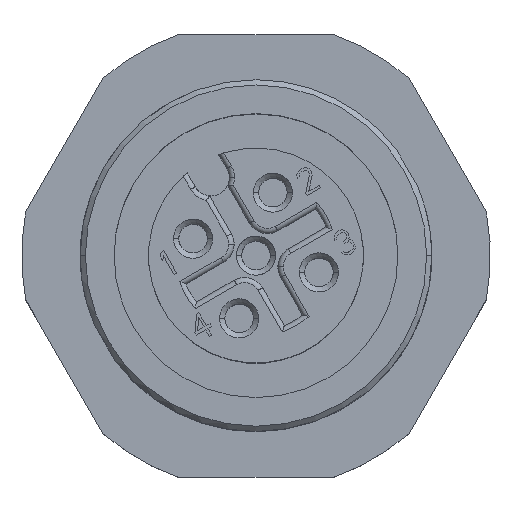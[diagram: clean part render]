
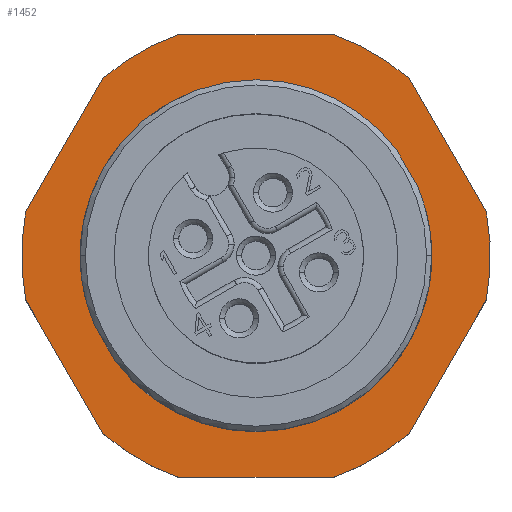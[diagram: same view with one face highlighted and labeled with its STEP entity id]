
A CAD part, top view. The second image highlights one B-rep face of the part: STEP entity #1452.
In plain terms, the highlighted planar face has unit normal (0, 0, 1).
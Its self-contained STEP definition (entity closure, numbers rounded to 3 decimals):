
#1090=CARTESIAN_POINT('',(2.958,8.5,-8.));
#1091=VERTEX_POINT('',#1090);
#1099=CARTESIAN_POINT('',(-2.958,8.5,-8.));
#1100=VERTEX_POINT('',#1099);
#1107=CARTESIAN_POINT('',(2.958,8.5,-8.));
#1108=DIRECTION('',(-1.,0.,0.));
#1109=VECTOR('',#1108,5.916);
#1110=LINE('',#1107,#1109);
#1111=EDGE_CURVE('',#1091,#1100,#1110,.T.);
#1122=CARTESIAN_POINT('',(5.882,6.812,-8.));
#1123=VERTEX_POINT('',#1122);
#1124=CARTESIAN_POINT('',(0.,0.,-8.));
#1125=DIRECTION('',(0.,0.,-1.));
#1126=DIRECTION('',(0.329,0.944,0.));
#1127=AXIS2_PLACEMENT_3D('',#1124,#1125,#1126);
#1128=CIRCLE('',#1127,9.);
#1129=EDGE_CURVE('',#1091,#1123,#1128,.T.);
#1146=CARTESIAN_POINT('',(8.84,1.688,-8.));
#1147=VERTEX_POINT('',#1146);
#1156=CARTESIAN_POINT('',(8.84,1.688,-8.));
#1157=DIRECTION('',(-0.5,0.866,0.));
#1158=VECTOR('',#1157,5.916);
#1159=LINE('',#1156,#1158);
#1160=EDGE_CURVE('',#1147,#1123,#1159,.T.);
#1170=CARTESIAN_POINT('',(8.84,-1.688,-8.));
#1171=VERTEX_POINT('',#1170);
#1180=CARTESIAN_POINT('',(0.,0.,-8.));
#1181=DIRECTION('',(0.,0.,-1.));
#1182=DIRECTION('',(0.982,0.188,0.));
#1183=AXIS2_PLACEMENT_3D('',#1180,#1181,#1182);
#1184=CIRCLE('',#1183,9.);
#1185=EDGE_CURVE('',#1147,#1171,#1184,.T.);
#1195=CARTESIAN_POINT('',(5.882,-6.812,-8.));
#1196=VERTEX_POINT('',#1195);
#1205=CARTESIAN_POINT('',(8.84,-1.688,-8.));
#1206=DIRECTION('',(-0.5,-0.866,0.));
#1207=VECTOR('',#1206,5.916);
#1208=LINE('',#1205,#1207);
#1209=EDGE_CURVE('',#1171,#1196,#1208,.T.);
#1219=CARTESIAN_POINT('',(2.958,-8.5,-8.));
#1220=VERTEX_POINT('',#1219);
#1229=CARTESIAN_POINT('',(0.,0.,-8.));
#1230=DIRECTION('',(0.,0.,-1.));
#1231=DIRECTION('',(0.654,-0.757,0.));
#1232=AXIS2_PLACEMENT_3D('',#1229,#1230,#1231);
#1233=CIRCLE('',#1232,9.);
#1234=EDGE_CURVE('',#1196,#1220,#1233,.T.);
#1244=CARTESIAN_POINT('',(-2.958,-8.5,-8.));
#1245=VERTEX_POINT('',#1244);
#1254=CARTESIAN_POINT('',(-2.958,-8.5,-8.));
#1255=DIRECTION('',(1.,0.,-0.));
#1256=VECTOR('',#1255,5.916);
#1257=LINE('',#1254,#1256);
#1258=EDGE_CURVE('',#1245,#1220,#1257,.T.);
#1268=CARTESIAN_POINT('',(-5.882,-6.812,-8.));
#1269=VERTEX_POINT('',#1268);
#1278=CARTESIAN_POINT('',(0.,0.,-8.));
#1279=DIRECTION('',(0.,0.,1.));
#1280=DIRECTION('',(-0.654,-0.757,0.));
#1281=AXIS2_PLACEMENT_3D('',#1278,#1279,#1280);
#1282=CIRCLE('',#1281,9.);
#1283=EDGE_CURVE('',#1269,#1245,#1282,.T.);
#1293=CARTESIAN_POINT('',(-8.84,-1.688,-8.));
#1294=VERTEX_POINT('',#1293);
#1303=CARTESIAN_POINT('',(-8.84,-1.688,-8.));
#1304=DIRECTION('',(0.5,-0.866,0.));
#1305=VECTOR('',#1304,5.916);
#1306=LINE('',#1303,#1305);
#1307=EDGE_CURVE('',#1294,#1269,#1306,.T.);
#1317=CARTESIAN_POINT('',(-8.84,1.688,-8.));
#1318=VERTEX_POINT('',#1317);
#1327=CARTESIAN_POINT('',(0.,0.,-8.));
#1328=DIRECTION('',(0.,0.,1.));
#1329=DIRECTION('',(-0.982,0.188,0.));
#1330=AXIS2_PLACEMENT_3D('',#1327,#1328,#1329);
#1331=CIRCLE('',#1330,9.);
#1332=EDGE_CURVE('',#1318,#1294,#1331,.T.);
#1342=CARTESIAN_POINT('',(-5.882,6.812,-8.));
#1343=VERTEX_POINT('',#1342);
#1352=CARTESIAN_POINT('',(-8.84,1.688,-8.));
#1353=DIRECTION('',(0.5,0.866,0.));
#1354=VECTOR('',#1353,5.916);
#1355=LINE('',#1352,#1354);
#1356=EDGE_CURVE('',#1318,#1343,#1355,.T.);
#1369=CARTESIAN_POINT('',(0.,0.,-8.));
#1370=DIRECTION('',(0.,0.,1.));
#1371=DIRECTION('',(-0.329,0.944,0.));
#1372=AXIS2_PLACEMENT_3D('',#1369,#1370,#1371);
#1373=CIRCLE('',#1372,9.);
#1374=EDGE_CURVE('',#1100,#1343,#1373,.T.);
#1379=CARTESIAN_POINT('',(0.,0.,-8.));
#1380=DIRECTION('',(0.,0.,-1.));
#1381=DIRECTION('',(0.,-1.,0.));
#1382=AXIS2_PLACEMENT_3D('',#1379,#1380,#1381);
#1383=PLANE('',#1382);
#1384=ORIENTED_EDGE('',*,*,#1111,.T.);
#1385=ORIENTED_EDGE('',*,*,#1374,.T.);
#1386=ORIENTED_EDGE('',*,*,#1356,.F.);
#1387=ORIENTED_EDGE('',*,*,#1332,.T.);
#1388=ORIENTED_EDGE('',*,*,#1307,.T.);
#1389=ORIENTED_EDGE('',*,*,#1283,.T.);
#1390=ORIENTED_EDGE('',*,*,#1258,.T.);
#1391=ORIENTED_EDGE('',*,*,#1234,.F.);
#1392=ORIENTED_EDGE('',*,*,#1209,.F.);
#1393=ORIENTED_EDGE('',*,*,#1185,.F.);
#1394=ORIENTED_EDGE('',*,*,#1160,.T.);
#1395=ORIENTED_EDGE('',*,*,#1129,.F.);
#1396=EDGE_LOOP('',(#1384,#1385,#1386,#1387,#1388,#1389,#1390,#1391,#1392,#1393,#1394,#1395));
#1397=FACE_BOUND('',#1396,.T.);
#1398=CARTESIAN_POINT('',(-0.,6.75,-8.));
#1399=VERTEX_POINT('',#1398);
#1400=CARTESIAN_POINT('',(5.392,4.06,-8.));
#1401=VERTEX_POINT('',#1400);
#1402=CARTESIAN_POINT('',(0.,0.,-8.));
#1403=DIRECTION('',(-0.,0.,-1.));
#1404=DIRECTION('',(-0.92,-0.391,0.));
#1405=AXIS2_PLACEMENT_3D('',#1402,#1403,#1404);
#1406=CIRCLE('',#1405,6.75);
#1407=EDGE_CURVE('',#1399,#1401,#1406,.T.);
#1408=ORIENTED_EDGE('',*,*,#1407,.T.);
#1409=CARTESIAN_POINT('',(6.212,2.64,-8.));
#1410=VERTEX_POINT('',#1409);
#1411=CARTESIAN_POINT('',(5.392,4.06,-8.));
#1412=DIRECTION('',(0.5,-0.866,0.));
#1413=VECTOR('',#1412,1.64);
#1414=LINE('',#1411,#1413);
#1415=EDGE_CURVE('',#1401,#1410,#1414,.T.);
#1416=ORIENTED_EDGE('',*,*,#1415,.T.);
#1417=CARTESIAN_POINT('',(0.,-6.75,-8.));
#1418=VERTEX_POINT('',#1417);
#1419=CARTESIAN_POINT('',(0.,0.,-8.));
#1420=DIRECTION('',(0.,0.,-1.));
#1421=DIRECTION('',(0.92,0.391,0.));
#1422=AXIS2_PLACEMENT_3D('',#1419,#1420,#1421);
#1423=CIRCLE('',#1422,6.75);
#1424=EDGE_CURVE('',#1410,#1418,#1423,.T.);
#1425=ORIENTED_EDGE('',*,*,#1424,.T.);
#1426=CARTESIAN_POINT('',(-5.392,-4.06,-8.));
#1427=VERTEX_POINT('',#1426);
#1428=CARTESIAN_POINT('',(0.,0.,-8.));
#1429=DIRECTION('',(0.,0.,-1.));
#1430=DIRECTION('',(0.92,0.391,0.));
#1431=AXIS2_PLACEMENT_3D('',#1428,#1429,#1430);
#1432=CIRCLE('',#1431,6.75);
#1433=EDGE_CURVE('',#1418,#1427,#1432,.T.);
#1434=ORIENTED_EDGE('',*,*,#1433,.T.);
#1435=CARTESIAN_POINT('',(-6.212,-2.64,-8.));
#1436=VERTEX_POINT('',#1435);
#1437=CARTESIAN_POINT('',(-5.392,-4.06,-8.));
#1438=DIRECTION('',(-0.5,0.866,0.));
#1439=VECTOR('',#1438,1.64);
#1440=LINE('',#1437,#1439);
#1441=EDGE_CURVE('',#1427,#1436,#1440,.T.);
#1442=ORIENTED_EDGE('',*,*,#1441,.T.);
#1443=CARTESIAN_POINT('',(0.,0.,-8.));
#1444=DIRECTION('',(-0.,0.,-1.));
#1445=DIRECTION('',(-0.92,-0.391,0.));
#1446=AXIS2_PLACEMENT_3D('',#1443,#1444,#1445);
#1447=CIRCLE('',#1446,6.75);
#1448=EDGE_CURVE('',#1436,#1399,#1447,.T.);
#1449=ORIENTED_EDGE('',*,*,#1448,.T.);
#1450=EDGE_LOOP('',(#1408,#1416,#1425,#1434,#1442,#1449));
#1451=FACE_BOUND('',#1450,.T.);
#1452=ADVANCED_FACE('',(#1397,#1451),#1383,.F.);
